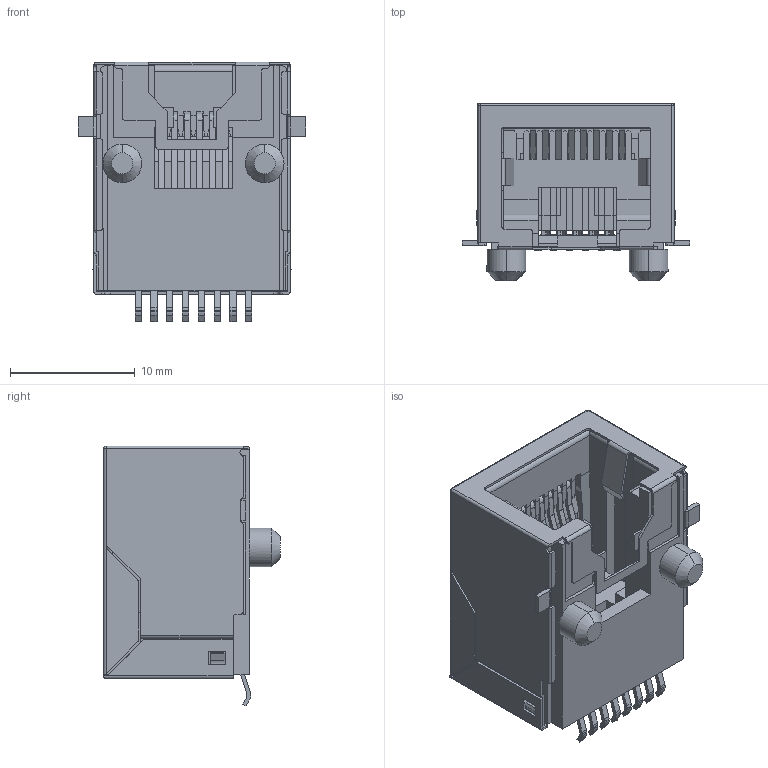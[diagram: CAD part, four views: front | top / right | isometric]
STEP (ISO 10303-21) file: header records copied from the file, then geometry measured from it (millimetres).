
FILE_DESCRIPTION((''),'2;1');
FILE_NAME('HCR04_8P8C0001','2023-12-15T08:32:20',('Administrator'),(''),'CREO PARAMETRIC BY PTC INC, 2019010','CREO PARAMETRIC BY PTC INC, 2019010','');
FILE_SCHEMA(('CONFIG_CONTROL_DESIGN'));
Length unit declared in the file: millimetre
Products named in the file (1): HCR04_8P8C0001
Bounding box: 18.24 x 14.2 x 20.85 mm (x, y, z)
Surface area: 3730 mm2 (no closed solid volume)
Topology: 0 solids, 20 shells, 554 faces, 2022 edges, 1441 vertices
Faces by surface type: plane 404, cylinder 144, cone 4, sphere 2
Entity records: 21501 total; most frequent: CARTESIAN_POINT 4490, ORIENTED_EDGE 3394, DIRECTION 3341, EDGE_CURVE 2020, VECTOR 1651, LINE 1651, VERTEX_POINT 1441, AXIS2_PLACEMENT_3D 845
